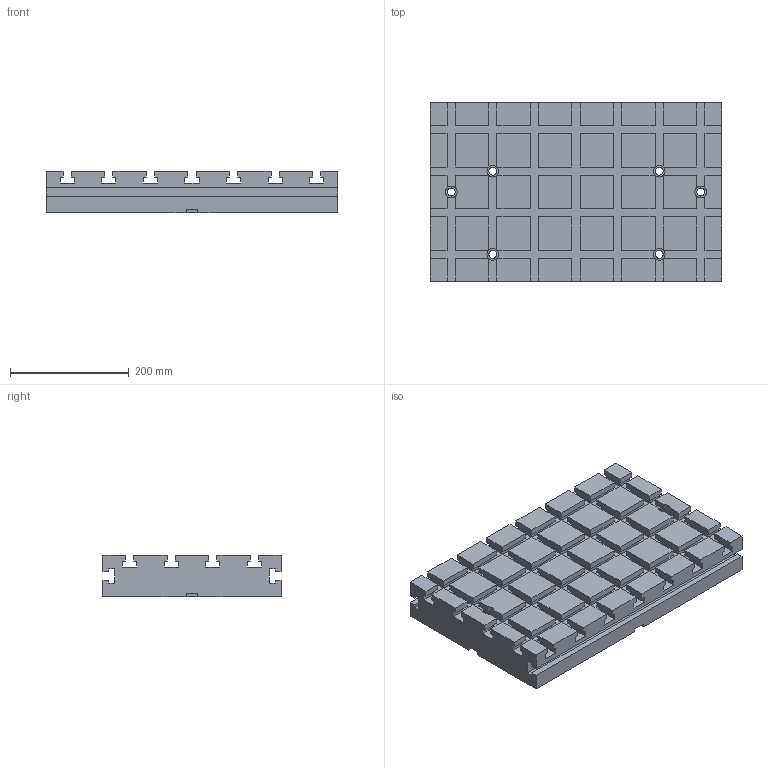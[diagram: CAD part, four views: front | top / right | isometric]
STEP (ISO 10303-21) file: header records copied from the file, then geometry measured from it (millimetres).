
FILE_DESCRIPTION(('STEP AP214'),'1');
FILE_NAME(' ',' ',('TraceParts'),('TraceParts S.A.'),'XStep 1.0',' ',' ');
FILE_SCHEMA(('automotive_design'));
Length unit declared in the file: millimetre
Products named in the file (1): 1
Bounding box: 490 x 300 x 70 mm (x, y, z)
Volume: 8465523 mm3; surface area: 651249.2 mm2
Topology: 1 solids, 1 shells, 427 faces, 1146 edges, 764 vertices
Faces by surface type: plane 397, cylinder 30
Entity records: 26134 total; most frequent: STYLED_ITEM 2338, PRESENTATION_STYLE_ASSIGNMENT 2338, CARTESIAN_POINT 2338, COLOUR_RGB 2338, ORIENTED_EDGE 2292, DIRECTION 2062, EDGE_CURVE 1146, CURVE_STYLE 1146
